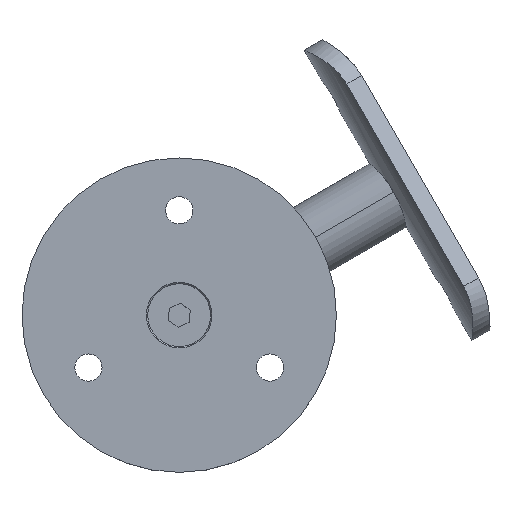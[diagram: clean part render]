
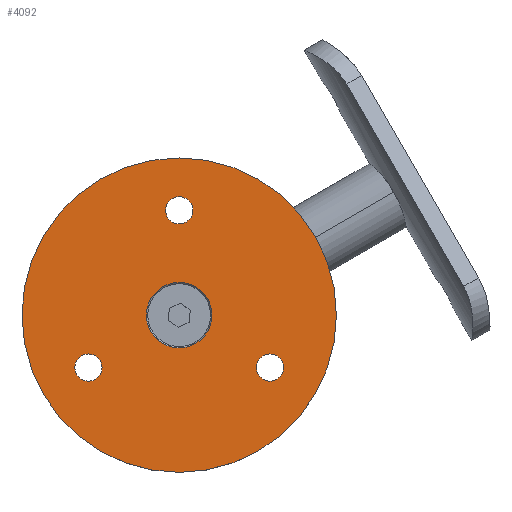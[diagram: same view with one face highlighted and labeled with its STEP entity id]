
A CAD part, top view. The second image highlights one B-rep face of the part: STEP entity #4092.
In plain terms, the highlighted planar face has unit normal (0, 0, 1).
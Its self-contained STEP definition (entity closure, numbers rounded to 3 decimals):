
#6 = DIRECTION ( 'NONE',  ( 0., 0., -1. ) ) ;
#8 = CIRCLE ( 'NONE', #1380, 2.6 ) ;
#37 = FACE_BOUND ( 'NONE', #2298, .T. ) ;
#39 = CIRCLE ( 'NONE', #1699, 2.6 ) ;
#63 = CIRCLE ( 'NONE', #1437, 6.25 ) ;
#66 = ORIENTED_EDGE ( 'NONE', *, *, #415, .F. ) ;
#110 = CIRCLE ( 'NONE', #1168, 6.25 ) ;
#128 = CARTESIAN_POINT ( 'NONE',  ( -19.921, -10., 5. ) ) ;
#168 = DIRECTION ( 'NONE',  ( -1., 0., 0. ) ) ;
#197 = CARTESIAN_POINT ( 'NONE',  ( 0., 0., 5. ) ) ;
#214 = CARTESIAN_POINT ( 'NONE',  ( -6.25, 0., 5. ) ) ;
#226 = CARTESIAN_POINT ( 'NONE',  ( 6.25, 0., 5. ) ) ;
#362 = AXIS2_PLACEMENT_3D ( 'NONE', #4220, #3902, #4236 ) ;
#383 = DIRECTION ( 'NONE',  ( -1., 0., 0. ) ) ;
#386 = ORIENTED_EDGE ( 'NONE', *, *, #4235, .T. ) ;
#389 = VERTEX_POINT ( 'NONE', #2725 ) ;
#415 = EDGE_CURVE ( 'NONE', #1830, #4188, #63, .T. ) ;
#556 = CARTESIAN_POINT ( 'NONE',  ( -17.321, -10., 5. ) ) ;
#577 = CARTESIAN_POINT ( 'NONE',  ( 19.921, -10., 5. ) ) ;
#595 = CIRCLE ( 'NONE', #1256, 2.6 ) ;
#695 = DIRECTION ( 'NONE',  ( 0., 0., -1. ) ) ;
#752 = ORIENTED_EDGE ( 'NONE', *, *, #1731, .T. ) ;
#790 = FACE_BOUND ( 'NONE', #2779, .T. ) ;
#892 = FACE_OUTER_BOUND ( 'NONE', #2214, .T. ) ;
#901 = ORIENTED_EDGE ( 'NONE', *, *, #1422, .T. ) ;
#907 = CARTESIAN_POINT ( 'NONE',  ( 17.321, -10., 5. ) ) ;
#944 = CARTESIAN_POINT ( 'NONE',  ( 2.6, 20., 5. ) ) ;
#1037 = AXIS2_PLACEMENT_3D ( 'NONE', #1525, #3812, #1847 ) ;
#1091 = ORIENTED_EDGE ( 'NONE', *, *, #3483, .T. ) ;
#1107 = ORIENTED_EDGE ( 'NONE', *, *, #3817, .T. ) ;
#1115 = EDGE_LOOP ( 'NONE', ( #1107, #3973 ) ) ;
#1149 = DIRECTION ( 'NONE',  ( 1., 0., 0. ) ) ;
#1155 = VERTEX_POINT ( 'NONE', #1892 ) ;
#1168 = AXIS2_PLACEMENT_3D ( 'NONE', #197, #4106, #4090 ) ;
#1256 = AXIS2_PLACEMENT_3D ( 'NONE', #907, #3121, #168 ) ;
#1283 = DIRECTION ( 'NONE',  ( -1., 0., 0. ) ) ;
#1302 = EDGE_CURVE ( 'NONE', #3205, #1155, #1568, .T. ) ;
#1330 = EDGE_CURVE ( 'NONE', #3329, #2037, #595, .T. ) ;
#1353 = EDGE_CURVE ( 'NONE', #4188, #1830, #110, .T. ) ;
#1380 = AXIS2_PLACEMENT_3D ( 'NONE', #4227, #3838, #1283 ) ;
#1422 = EDGE_CURVE ( 'NONE', #389, #2268, #8, .T. ) ;
#1437 = AXIS2_PLACEMENT_3D ( 'NONE', #3378, #1446, #1149 ) ;
#1438 = FACE_BOUND ( 'NONE', #4222, .T. ) ;
#1446 = DIRECTION ( 'NONE',  ( 0., 0., 1. ) ) ;
#1525 = CARTESIAN_POINT ( 'NONE',  ( 0., 20., 5. ) ) ;
#1547 = AXIS2_PLACEMENT_3D ( 'NONE', #3358, #2942, #3371 ) ;
#1568 = CIRCLE ( 'NONE', #1037, 2.6 ) ;
#1699 = AXIS2_PLACEMENT_3D ( 'NONE', #1983, #695, #383 ) ;
#1731 = EDGE_CURVE ( 'NONE', #1824, #3095, #1805, .T. ) ;
#1805 = CIRCLE ( 'NONE', #362, 30. ) ;
#1824 = VERTEX_POINT ( 'NONE', #2647 ) ;
#1830 = VERTEX_POINT ( 'NONE', #226 ) ;
#1847 = DIRECTION ( 'NONE',  ( -1., 0., 0. ) ) ;
#1892 = CARTESIAN_POINT ( 'NONE',  ( -2.6, 20., 5. ) ) ;
#1900 = AXIS2_PLACEMENT_3D ( 'NONE', #556, #4140, #3519 ) ;
#1983 = CARTESIAN_POINT ( 'NONE',  ( 0., 20., 5. ) ) ;
#2037 = VERTEX_POINT ( 'NONE', #3587 ) ;
#2071 = ORIENTED_EDGE ( 'NONE', *, *, #2164, .T. ) ;
#2164 = EDGE_CURVE ( 'NONE', #3095, #1824, #4007, .T. ) ;
#2214 = EDGE_LOOP ( 'NONE', ( #752, #2071 ) ) ;
#2268 = VERTEX_POINT ( 'NONE', #128 ) ;
#2298 = EDGE_LOOP ( 'NONE', ( #386, #901 ) ) ;
#2311 = DIRECTION ( 'NONE',  ( -1., 0., 0. ) ) ;
#2480 = PLANE ( 'NONE',  #2632 ) ;
#2632 = AXIS2_PLACEMENT_3D ( 'NONE', #3108, #3143, #3429 ) ;
#2647 = CARTESIAN_POINT ( 'NONE',  ( -30., 0., 5. ) ) ;
#2725 = CARTESIAN_POINT ( 'NONE',  ( -14.721, -10., 5. ) ) ;
#2779 = EDGE_LOOP ( 'NONE', ( #1091, #2939 ) ) ;
#2795 = ORIENTED_EDGE ( 'NONE', *, *, #1353, .F. ) ;
#2939 = ORIENTED_EDGE ( 'NONE', *, *, #1330, .T. ) ;
#2942 = DIRECTION ( 'NONE',  ( 0., 0., 1. ) ) ;
#3009 = CIRCLE ( 'NONE', #1900, 2.6 ) ;
#3095 = VERTEX_POINT ( 'NONE', #3652 ) ;
#3108 = CARTESIAN_POINT ( 'NONE',  ( 0., 0., 5. ) ) ;
#3121 = DIRECTION ( 'NONE',  ( 0., 0., -1. ) ) ;
#3143 = DIRECTION ( 'NONE',  ( 0., 0., 1. ) ) ;
#3155 = AXIS2_PLACEMENT_3D ( 'NONE', #3250, #6, #2311 ) ;
#3205 = VERTEX_POINT ( 'NONE', #944 ) ;
#3250 = CARTESIAN_POINT ( 'NONE',  ( 17.321, -10., 5. ) ) ;
#3274 = FACE_BOUND ( 'NONE', #1115, .T. ) ;
#3329 = VERTEX_POINT ( 'NONE', #577 ) ;
#3358 = CARTESIAN_POINT ( 'NONE',  ( 0., 0., 5. ) ) ;
#3371 = DIRECTION ( 'NONE',  ( 1., 0., 0. ) ) ;
#3378 = CARTESIAN_POINT ( 'NONE',  ( 0., 0., 5. ) ) ;
#3429 = DIRECTION ( 'NONE',  ( 1., 0., 0. ) ) ;
#3480 = CIRCLE ( 'NONE', #3155, 2.6 ) ;
#3483 = EDGE_CURVE ( 'NONE', #2037, #3329, #3480, .T. ) ;
#3519 = DIRECTION ( 'NONE',  ( -1., 0., 0. ) ) ;
#3587 = CARTESIAN_POINT ( 'NONE',  ( 14.721, -10., 5. ) ) ;
#3652 = CARTESIAN_POINT ( 'NONE',  ( 30., 0., 5. ) ) ;
#3812 = DIRECTION ( 'NONE',  ( 0., 0., -1. ) ) ;
#3817 = EDGE_CURVE ( 'NONE', #1155, #3205, #39, .T. ) ;
#3838 = DIRECTION ( 'NONE',  ( 0., 0., -1. ) ) ;
#3902 = DIRECTION ( 'NONE',  ( 0., 0., 1. ) ) ;
#3973 = ORIENTED_EDGE ( 'NONE', *, *, #1302, .T. ) ;
#4007 = CIRCLE ( 'NONE', #1547, 30. ) ;
#4090 = DIRECTION ( 'NONE',  ( 1., 0., 0. ) ) ;
#4092 = ADVANCED_FACE ( 'NONE', ( #790, #37, #3274, #1438, #892 ), #2480, .T. ) ;
#4106 = DIRECTION ( 'NONE',  ( 0., 0., 1. ) ) ;
#4140 = DIRECTION ( 'NONE',  ( 0., 0., -1. ) ) ;
#4188 = VERTEX_POINT ( 'NONE', #214 ) ;
#4220 = CARTESIAN_POINT ( 'NONE',  ( 0., 0., 5. ) ) ;
#4222 = EDGE_LOOP ( 'NONE', ( #66, #2795 ) ) ;
#4227 = CARTESIAN_POINT ( 'NONE',  ( -17.321, -10., 5. ) ) ;
#4235 = EDGE_CURVE ( 'NONE', #2268, #389, #3009, .T. ) ;
#4236 = DIRECTION ( 'NONE',  ( 1., 0., 0. ) ) ;
